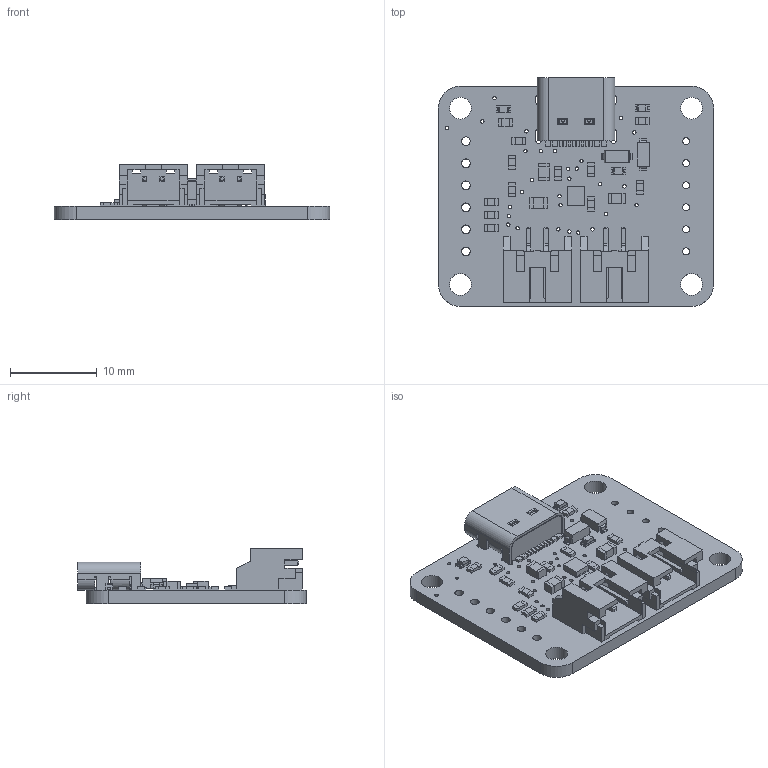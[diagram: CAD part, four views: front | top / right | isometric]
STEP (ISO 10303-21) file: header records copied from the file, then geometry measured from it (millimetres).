
FILE_DESCRIPTION(/* description */ (''),/* implementation_level */ '2;1');
FILE_NAME(/* name */ 'PCB Component.step',/* time_stamp */ '2025-07-09T17:11:59-04:00',/* author */ (''),/* organization */ (''),/* preprocessor_version */ 'ST-DEVELOPER v20.1',/* originating_system */ 'Autodesk Translation Framework v14.10.0.0',/* authorisation */ '');
FILE_SCHEMA (('AUTOMOTIVE_DESIGN { 1 0 10303 214 3 1 1 }'));
Length unit declared in the file: millimetre
Products named in the file (9): PCB Component; Board; GREEN; 5.1K; 22uF; JST2PH; USBC; BQ25185; MBRX120
Assembly tree (25 placements, depth 2):
  PCB Component
    Board
    GREEN  x3
    5.1K  x12
    22uF  x3
    JST2PH  x2
    USBC
    BQ25185
    MBRX120  x2
Bounding box: 31.75 x 26.39 x 6.37 mm (x, y, z)
Volume: 1541.1 mm3; surface area: 3368.6 mm2
Topology: 56 solids, 56 shells, 1311 faces, 3496 edges, 2294 vertices
Faces by surface type: plane 1062, cylinder 213, bspline 14, torus 10, sphere 6, cone 6
Full cylindrical faces by diameter (mm): 0.394 x38, 0.5 x2, 0.65 x2, 0.8 x6, 1 x6, 2.5 x4
Entity records: 27428 total; most frequent: CARTESIAN_POINT 4799, ORIENTED_EDGE 4540, DIRECTION 4412, EDGE_CURVE 2270, LINE 1850, VECTOR 1850, VERTEX_POINT 1486, AXIS2_PLACEMENT_3D 1281
